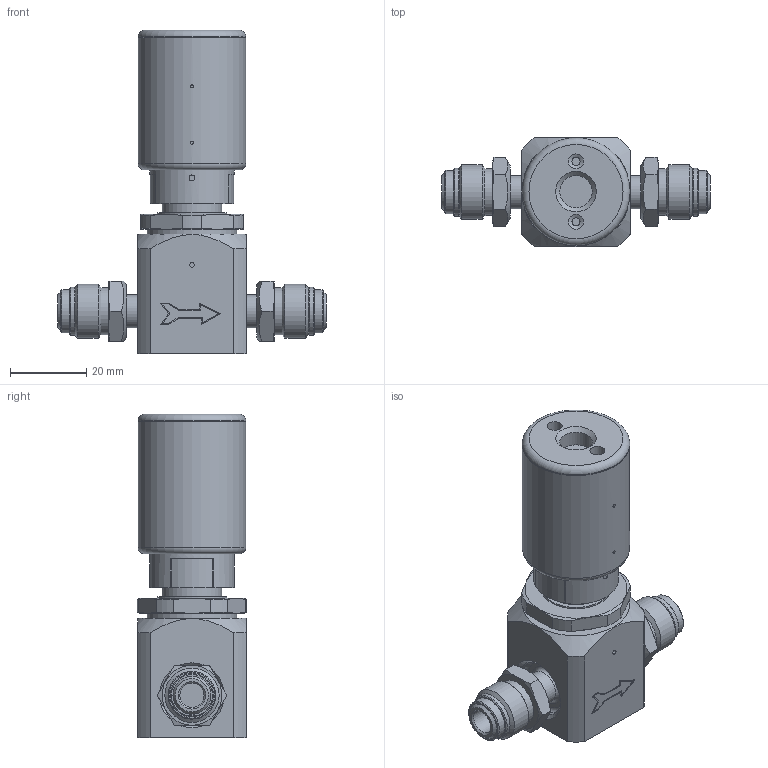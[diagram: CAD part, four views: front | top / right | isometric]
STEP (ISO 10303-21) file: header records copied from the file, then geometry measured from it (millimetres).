
FILE_DESCRIPTION(/* description */ (''),/* implementation_level */ '2;1');
FILE_NAME(/* name */ '930AOPLPNCSFSMM.stp',/* time_stamp */ '2018-03-22T12:45:56+05:00',/* author */ ('pv00476129'),/* organization */ (''),/* preprocessor_version */ 'ST-DEVELOPER v16.5',/* originating_system */ 'Autodesk Inventor 2017',/* authorisation */ '');
FILE_SCHEMA (('AUTOMOTIVE_DESIGN { 1 0 10303 214 3 1 1 }'));
Length unit declared in the file: inch
Products named in the file (1): 930AOPLPNCSFSMM
Bounding box: 70.61 x 28.68 x 85.1 mm (x, y, z)
Volume: 57724.9 mm3; surface area: 15906.5 mm2
Topology: 1 solids, 1 shells, 182 faces, 399 edges, 258 vertices
Faces by surface type: plane 89, cylinder 50, cone 35, torus 8
Full cylindrical faces by diameter (mm): 0.787 x2, 1.194 x1, 1.575 x1, 3.962 x6, 6.375 x2, 8.484 x1, 8.611 x2, 8.788 x2, 9.119 x2, 11.379 x2, 12.319 x2, 12.573 x2, 14.287 x2, 15.24 x2, 15.748 x1, 18.288 x1, 22.225 x1, 23.571 x1, 28.321 x1
Entity records: 4996 total; most frequent: CARTESIAN_POINT 1204, DIRECTION 752, ORIENTED_EDGE 606, AXIS2_PLACEMENT_3D 314, EDGE_CURVE 303, EDGE_LOOP 298, VERTEX_POINT 239, FACE_OUTER_BOUND 182
